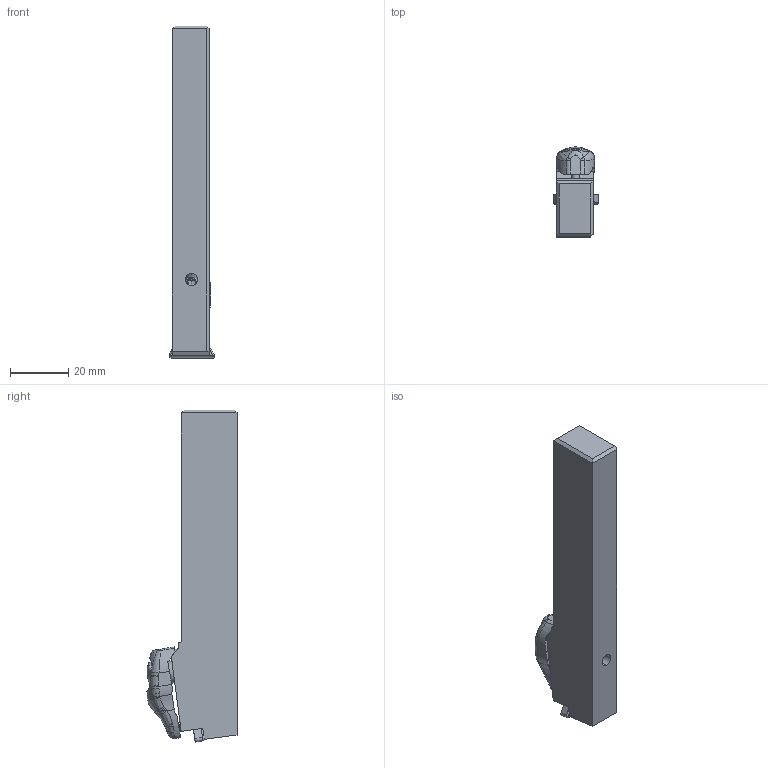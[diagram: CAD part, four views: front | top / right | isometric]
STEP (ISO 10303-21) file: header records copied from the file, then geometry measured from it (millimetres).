
FILE_DESCRIPTION(/* description */ (''),/* implementation_level */ '2;1');
FILE_NAME(/* name */ 'DTCNN-433.stp',/* time_stamp */ '2021-12-22T09:39:17+09:00',/* author */ (''),/* organization */ (''),/* preprocessor_version */ 'ST-DEVELOPER v16',/* originating_system */ 'SIEMENS PLM Software NX 10.0',/* authorisation */ '');
FILE_SCHEMA (('AUTOMOTIVE_DESIGN { 1 0 10303 214 3 1 1 1 }'));
Length unit declared in the file: millimetre
Products named in the file (1): DTCNN-433_ASM
Bounding box: 15.61 x 30.82 x 113.68 mm (x, y, z)
Volume: 28937.6 mm3; surface area: 10576.5 mm2
Topology: 6 solids, 6 shells, 261 faces, 739 edges, 488 vertices
Faces by surface type: cylinder 91, plane 64, bspline 63, torus 22, cone 15, sphere 6
Entity records: 12893 total; most frequent: CARTESIAN_POINT 6435, ORIENTED_EDGE 1460, DIRECTION 1163, EDGE_CURVE 730, VERTEX_POINT 485, AXIS2_PLACEMENT_3D 469, EDGE_LOOP 273, ADVANCED_FACE 261
